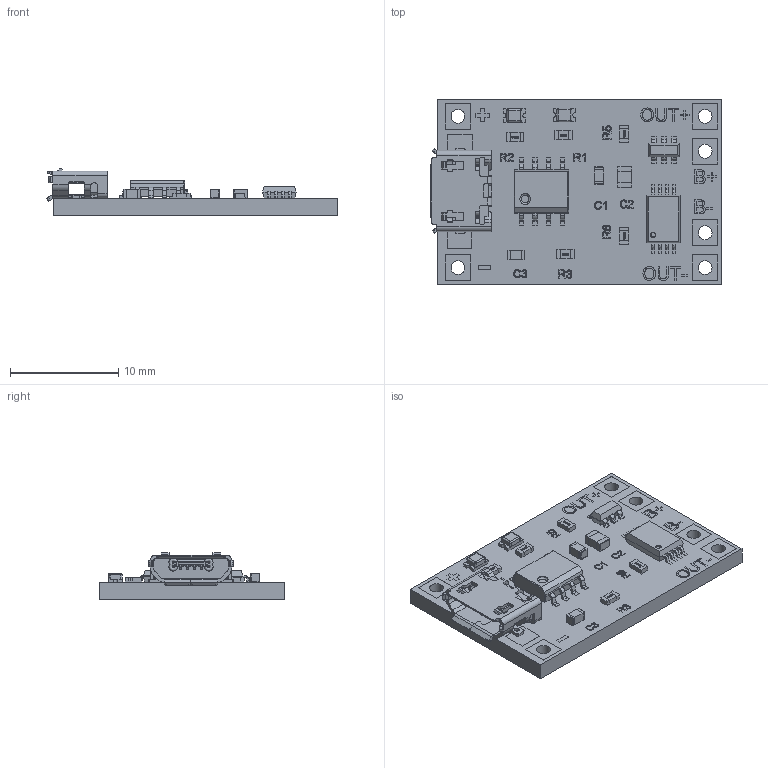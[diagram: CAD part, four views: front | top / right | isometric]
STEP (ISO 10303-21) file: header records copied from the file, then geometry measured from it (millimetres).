
FILE_DESCRIPTION(/* description */ ('Unknown'),/* implementation_level */ '2;1');
FILE_NAME(/* name */ 'Lipo Charger - With Load Protection',/* time_stamp */ '2018-10-29T16:47:14-04:00',/* author */ ('Unknown'),/* organization */ ('Unknown'),/* preprocessor_version */ 'ST-DEVELOPER v16.7',/* originating_system */ 'DEX',/* authorisation */ $);
FILE_SCHEMA (('AUTOMOTIVE_DESIGN {1 0 10303 214 3 1 1}'));
Products named in the file (11): Lipo Charger; bOARD; 0603 Capacitor; 0603 Resistor; 0805 Capacitor; SOIC-8-150; LED - 0805 - Blue; LED - 0805 - Red; USB - Micro; tsop8; sot-23-6-2
Assembly tree (15 placements, depth 2):
  Lipo Charger
    bOARD
    0603 Capacitor  x2
    0603 Resistor  x5
    0805 Capacitor
    SOIC-8-150
    LED - 0805 - Blue
    LED - 0805 - Red
    USB - Micro
    tsop8
    sot-23-6-2
Bounding box: 26.9 x 17.09 x 4.28 mm (x, y, z)
Volume: 798.5 mm3; surface area: 1574.1 mm2
Topology: 15 solids, 35 shells, 1800 faces, 4709 edges, 3056 vertices
Faces by surface type: plane 1222, cylinder 385, bspline 175, sphere 12, torus 5, cone 1
Full cylindrical faces by diameter (mm): 0.45 x2, 1 x1, 1.27 x6
Entity records: 67653 total; most frequent: CARTESIAN_POINT 17244, ORIENTED_EDGE 8568, DIRECTION 7113, EDGE_CURVE 4284, VERTEX_POINT 2798, LINE 2783, VECTOR 2783, AXIS2_PLACEMENT_3D 2165
